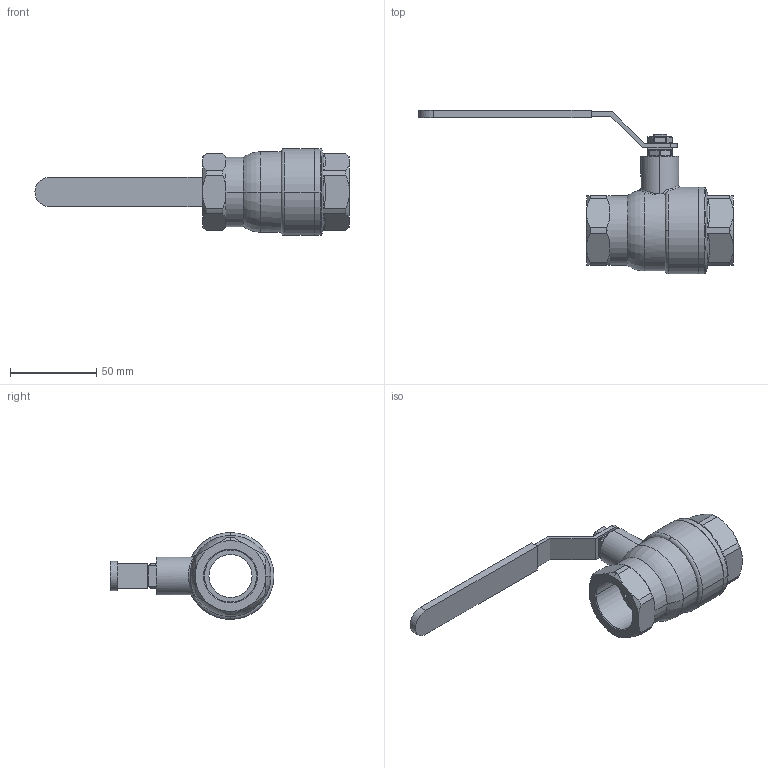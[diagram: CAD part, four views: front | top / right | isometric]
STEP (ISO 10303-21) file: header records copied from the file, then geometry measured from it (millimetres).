
FILE_DESCRIPTION(('CoCreate Modeling STEP Export'),'2;1');
FILE_NAME('900-1-STEP-KUNDE.stp','2014-10-23T14:51:19',(''),(''),'CoCreate Modeling STEP processor for AP214 (Solid Model)','CoCreate Modeling 16.50A 01-Dec-2009 (C) Parametric Technology GmbH','');
FILE_SCHEMA(('AUTOMOTIVE_DESIGN { 1 0 10303 214 1 1 1 1 }'));
Length unit declared in the file: millimetre
Products named in the file (8): Ummantelung_020-025; Hebel_020-025; Mutterhalteplatte_M8; M8-niedrig.1; 8.103.025; Assem1; 900-06
Assembly tree (8 placements, depth 4):
  900-06
    Assem1
      8.103.025
      M8-niedrig.1  x2
      Mutterhalteplatte_M8
      Hebel_020-025
        Hebel_020-025
        Ummantelung_020-025
Bounding box: 182.5 x 95.25 x 50.5 mm (x, y, z)
Volume: 106403.9 mm3; surface area: 38301.1 mm2
Topology: 6 solids, 6 shells, 223 faces, 606 edges, 401 vertices
Faces by surface type: plane 112, cylinder 54, cone 40, bspline 10, torus 7
Entity records: 9270 total; most frequent: CARTESIAN_POINT 3094, ORIENTED_EDGE 1028, DIRECTION 803, EDGE_CURVE 514, VERTEX_POINT 339, AXIS2_PLACEMENT_3D 274, VECTOR 255, LINE 255
